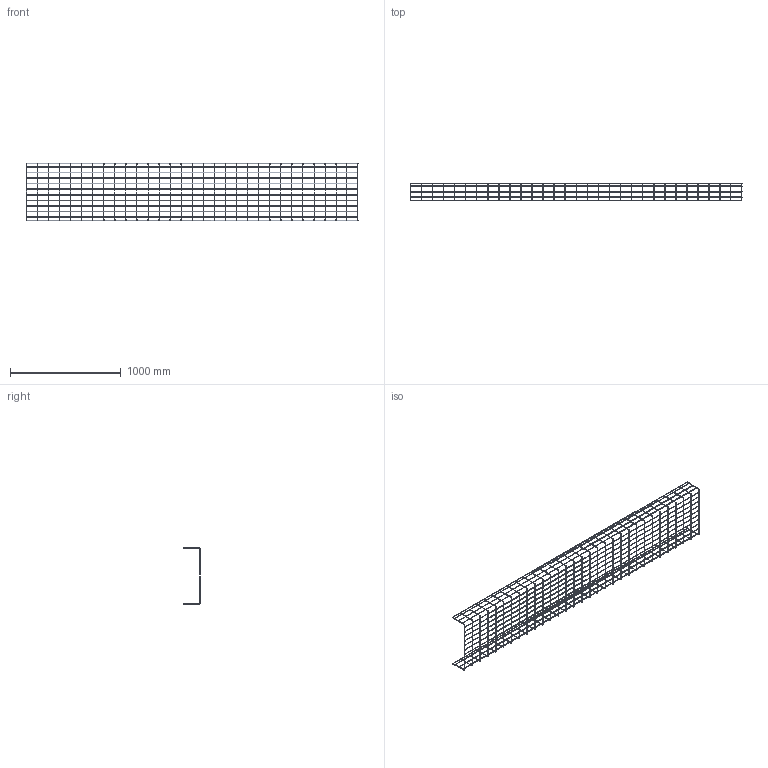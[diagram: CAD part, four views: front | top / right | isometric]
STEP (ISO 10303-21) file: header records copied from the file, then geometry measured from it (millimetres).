
FILE_DESCRIPTION (( 'STEP AP214' ), '1' );
FILE_NAME ('LCM15500-BLK_3D.step', '2024-04-19T22:05:15', ( '' ), ( '' ), 'SwSTEP 2.0', 'SolidWorks 2022', '' );
FILE_SCHEMA (( 'AUTOMOTIVE_DESIGN' ));
Length unit declared in the file: millimetre
Products named in the file (1): LCM15500-BLK_3D
Bounding box: 3000 x 159.99 x 520 mm (x, y, z)
Volume: 1548690.6 mm3; surface area: 1241005.2 mm2
Topology: 49 solids, 49 shells, 444 faces, 790 edges, 444 vertices
Faces by surface type: cylinder 222, torus 124, plane 98
Entity records: 11008 total; most frequent: CARTESIAN_POINT 2267, DIRECTION 1856, ORIENTED_EDGE 1580, AXIS2_PLACEMENT_3D 817, EDGE_CURVE 790, FACE_OUTER_BOUND 444, ADVANCED_FACE 444, VERTEX_POINT 444
